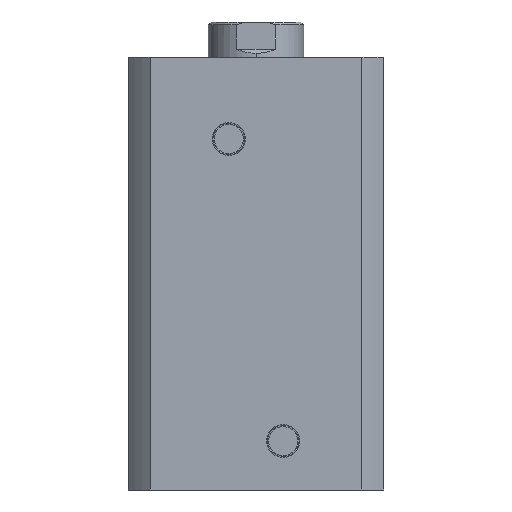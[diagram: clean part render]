
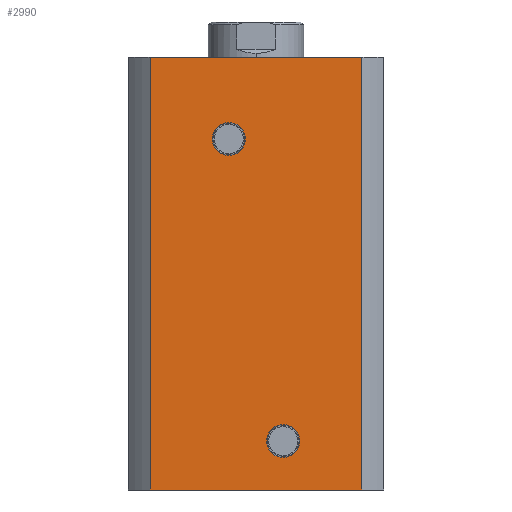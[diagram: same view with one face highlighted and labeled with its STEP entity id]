
A CAD part, left-side view. The second image highlights one B-rep face of the part: STEP entity #2990.
In plain terms, the highlighted planar face has unit normal (-1, 0, 0).
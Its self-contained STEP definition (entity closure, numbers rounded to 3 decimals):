
#168 = CARTESIAN_POINT ( 'NONE',  ( -47., 0., 159. ) ) ;
#170 = PLANE ( 'NONE',  #885 ) ;
#172 = DIRECTION ( 'NONE',  ( 1., 0., 0. ) ) ;
#173 = DIRECTION ( 'NONE',  ( 0., 1., 0. ) ) ;
#595 = CARTESIAN_POINT ( 'NONE',  ( -47., -10., 18. ) ) ;
#596 = DIRECTION ( 'NONE',  ( -1., 0., 0. ) ) ;
#597 = DIRECTION ( 'NONE',  ( 0., 0., 1. ) ) ;
#657 = DIRECTION ( 'NONE',  ( 0., 0., -1. ) ) ;
#663 = CARTESIAN_POINT ( 'NONE',  ( -47., 38.884, 159. ) ) ;
#669 = CARTESIAN_POINT ( 'NONE',  ( -47., 0., 0. ) ) ;
#673 = CARTESIAN_POINT ( 'NONE',  ( -47., 10., 129. ) ) ;
#674 = DIRECTION ( 'NONE',  ( -1., 0., 0. ) ) ;
#675 = DIRECTION ( 'NONE',  ( 0., 0., 1. ) ) ;
#676 = DIRECTION ( 'NONE',  ( 0., -1., 0. ) ) ;
#681 = CARTESIAN_POINT ( 'NONE',  ( -47., 0., 159. ) ) ;
#682 = CARTESIAN_POINT ( 'NONE',  ( -47., -10., 18. ) ) ;
#683 = DIRECTION ( 'NONE',  ( -1., 0., 0. ) ) ;
#684 = DIRECTION ( 'NONE',  ( 0., 0., 1. ) ) ;
#685 = CARTESIAN_POINT ( 'NONE',  ( -47., -38.884, 159. ) ) ;
#687 = DIRECTION ( 'NONE',  ( 0., 0., -1. ) ) ;
#688 = DIRECTION ( 'NONE',  ( 0., -1., 0. ) ) ;
#747 = CIRCLE ( 'NONE', #1042, 6.06 ) ;
#817 = LINE ( 'NONE', #663, #819 ) ;
#819 = VECTOR ( 'NONE', #657, 1000. ) ;
#820 = CIRCLE ( 'NONE', #1030, 6.06 ) ;
#821 = CIRCLE ( 'NONE', #1028, 6.06 ) ;
#822 = LINE ( 'NONE', #681, #829 ) ;
#823 = LINE ( 'NONE', #669, #825 ) ;
#824 = LINE ( 'NONE', #685, #827 ) ;
#825 = VECTOR ( 'NONE', #676, 1000. ) ;
#827 = VECTOR ( 'NONE', #687, 1000. ) ;
#829 = VECTOR ( 'NONE', #688, 1000. ) ;
#885 = AXIS2_PLACEMENT_3D ( 'NONE', #168, #172, #173 ) ;
#1028 = AXIS2_PLACEMENT_3D ( 'NONE', #682, #683, #684 ) ;
#1030 = AXIS2_PLACEMENT_3D ( 'NONE', #673, #674, #675 ) ;
#1042 = AXIS2_PLACEMENT_3D ( 'NONE', #595, #596, #597 ) ;
#1093 = VERTEX_POINT ( 'NONE', #1884 ) ;
#1209 = ORIENTED_EDGE ( 'NONE', *, *, #3161, .F. ) ;
#1212 = ORIENTED_EDGE ( 'NONE', *, *, #3118, .F. ) ;
#1213 = ORIENTED_EDGE ( 'NONE', *, *, #3158, .F. ) ;
#1215 = ORIENTED_EDGE ( 'NONE', *, *, #3156, .F. ) ;
#1222 = ORIENTED_EDGE ( 'NONE', *, *, #3154, .T. ) ;
#1225 = ORIENTED_EDGE ( 'NONE', *, *, #2280, .F. ) ;
#1503 = ORIENTED_EDGE ( 'NONE', *, *, #3160, .F. ) ;
#1505 = ORIENTED_EDGE ( 'NONE', *, *, #3159, .T. ) ;
#1884 = CARTESIAN_POINT ( 'NONE',  ( -47., 10., 135.06 ) ) ;
#1921 = CARTESIAN_POINT ( 'NONE',  ( -47., -10., 24.06 ) ) ;
#1922 = CARTESIAN_POINT ( 'NONE',  ( -47., -10., 11.94 ) ) ;
#2162 = VERTEX_POINT ( 'NONE', #1921 ) ;
#2163 = VERTEX_POINT ( 'NONE', #1922 ) ;
#2280 = EDGE_CURVE ( 'NONE', #3044, #1093, #2508, .T. ) ;
#2429 = VERTEX_POINT ( 'NONE', #2692 ) ;
#2431 = VERTEX_POINT ( 'NONE', #2694 ) ;
#2433 = VERTEX_POINT ( 'NONE', #2696 ) ;
#2436 = VERTEX_POINT ( 'NONE', #2699 ) ;
#2508 = CIRCLE ( 'NONE', #3104, 6.06 ) ;
#2652 = CARTESIAN_POINT ( 'NONE',  ( -47., 10., 129. ) ) ;
#2653 = DIRECTION ( 'NONE',  ( -1., 0., 0. ) ) ;
#2654 = DIRECTION ( 'NONE',  ( 0., 0., 1. ) ) ;
#2692 = CARTESIAN_POINT ( 'NONE',  ( -47., 38.884, 0. ) ) ;
#2694 = CARTESIAN_POINT ( 'NONE',  ( -47., -38.884, 0. ) ) ;
#2696 = CARTESIAN_POINT ( 'NONE',  ( -47., -38.884, 159. ) ) ;
#2699 = CARTESIAN_POINT ( 'NONE',  ( -47., 38.884, 159. ) ) ;
#2876 = FACE_BOUND ( 'NONE', #3704, .T. ) ;
#2877 = FACE_OUTER_BOUND ( 'NONE', #3719, .T. ) ;
#2879 = FACE_BOUND ( 'NONE', #3720, .T. ) ;
#2990 = ADVANCED_FACE ( 'NONE', ( #2876, #2879, #2877 ), #170, .F. ) ;
#3044 = VERTEX_POINT ( 'NONE', #3629 ) ;
#3104 = AXIS2_PLACEMENT_3D ( 'NONE', #2652, #2653, #2654 ) ;
#3118 = EDGE_CURVE ( 'NONE', #2163, #2162, #747, .T. ) ;
#3154 = EDGE_CURVE ( 'NONE', #2436, #2429, #817, .T. ) ;
#3156 = EDGE_CURVE ( 'NONE', #1093, #3044, #820, .T. ) ;
#3158 = EDGE_CURVE ( 'NONE', #2162, #2163, #821, .T. ) ;
#3159 = EDGE_CURVE ( 'NONE', #2429, #2431, #823, .T. ) ;
#3160 = EDGE_CURVE ( 'NONE', #2433, #2431, #824, .T. ) ;
#3161 = EDGE_CURVE ( 'NONE', #2436, #2433, #822, .T. ) ;
#3629 = CARTESIAN_POINT ( 'NONE',  ( -47., 10., 122.94 ) ) ;
#3704 = EDGE_LOOP ( 'NONE', ( #1215, #1225 ) ) ;
#3719 = EDGE_LOOP ( 'NONE', ( #1505, #1503, #1209, #1222 ) ) ;
#3720 = EDGE_LOOP ( 'NONE', ( #1213, #1212 ) ) ;
